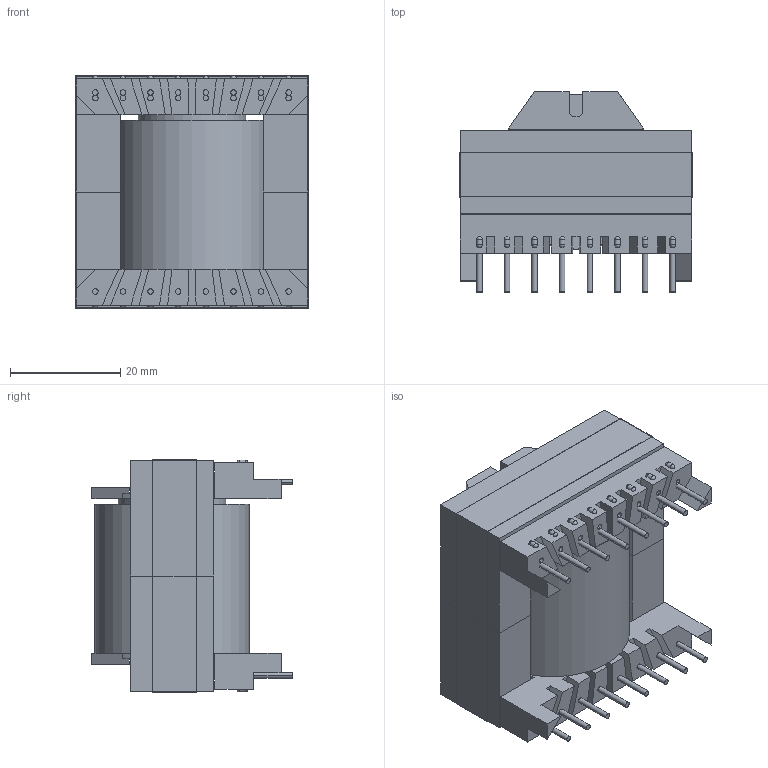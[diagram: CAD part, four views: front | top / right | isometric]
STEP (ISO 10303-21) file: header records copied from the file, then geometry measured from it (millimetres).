
FILE_DESCRIPTION (( 'STEP AP214' ), '1' );
FILE_NAME ('User Library-EER42_Transformer.STEP', '2024-09-15T08:32:53', ( '' ), ( '' ), 'SwSTEP 2.0', 'SolidWorks 2022', '' );
FILE_SCHEMA (( 'AUTOMOTIVE_DESIGN' ));
Length unit declared in the file: millimetre
Products named in the file (6): type; coil; Ferrit; User Library-EER42_Transformer; pin; winding
Assembly tree (6 placements, depth 2):
  User Library-EER42_Transformer
    coil
    winding
    Ferrit  x2
    pin
    type
Bounding box: 42.2 x 36.25 x 42.2 mm (x, y, z)
Volume: 33718.4 mm3; surface area: 23950.4 mm2
Topology: 21 solids, 21 shells, 332 faces, 832 edges, 512 vertices
Faces by surface type: plane 180, cylinder 120, bspline 32
Entity records: 13297 total; most frequent: CARTESIAN_POINT 2037, DIRECTION 1591, ORIENTED_EDGE 1462, EDGE_CURVE 731, AXIS2_PLACEMENT_3D 570, VERTEX_POINT 488, VECTOR 451, LINE 451
